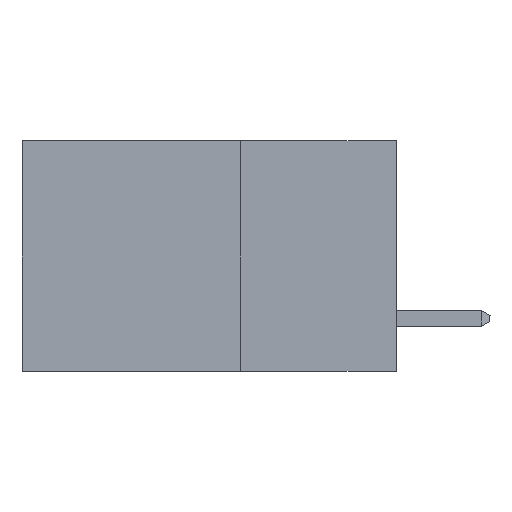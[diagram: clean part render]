
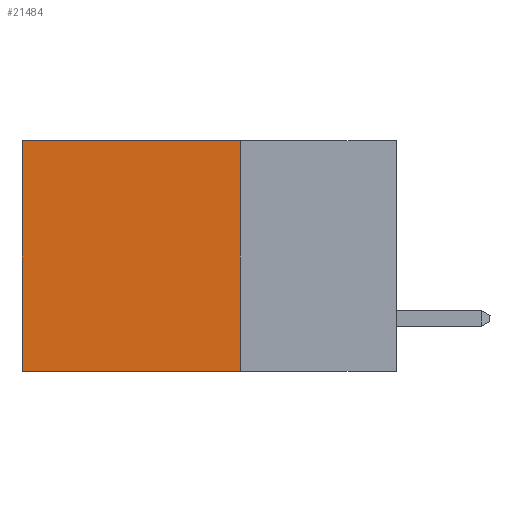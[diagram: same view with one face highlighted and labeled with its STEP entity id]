
A CAD part, left-side view. The second image highlights one B-rep face of the part: STEP entity #21484.
In plain terms, the highlighted planar face has unit normal (-1, 0, 0).
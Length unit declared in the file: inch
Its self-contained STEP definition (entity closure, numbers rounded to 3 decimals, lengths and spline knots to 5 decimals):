
#171 = DIRECTION ( 'NONE',  ( 0., 1., 0. ) ) ;
#958 = VERTEX_POINT ( 'NONE', #25447 ) ;
#1528 = ORIENTED_EDGE ( 'NONE', *, *, #20337, .T. ) ;
#1609 = CARTESIAN_POINT ( 'NONE',  ( 0.2615, 0.25, -0.37 ) ) ;
#1744 = ORIENTED_EDGE ( 'NONE', *, *, #13680, .F. ) ;
#3547 = LINE ( 'NONE', #14828, #23589 ) ;
#4750 = VERTEX_POINT ( 'NONE', #25907 ) ;
#6130 = LINE ( 'NONE', #9865, #10890 ) ;
#6366 = CARTESIAN_POINT ( 'NONE',  ( 0.2615, 0.25, 0. ) ) ;
#6554 = LINE ( 'NONE', #1609, #21872 ) ;
#7412 = CARTESIAN_POINT ( 'NONE',  ( 0.2615, 0.6, -0.37 ) ) ;
#8433 = CARTESIAN_POINT ( 'NONE',  ( 0.2615, 0.25, -0.37 ) ) ;
#9388 = LINE ( 'NONE', #6366, #14089 ) ;
#9865 = CARTESIAN_POINT ( 'NONE',  ( 0.2615, 0.25, -0.37 ) ) ;
#10465 = DIRECTION ( 'NONE',  ( 0., 0., -1. ) ) ;
#10890 = VECTOR ( 'NONE', #25654, 39.37008 ) ;
#10909 = DIRECTION ( 'NONE',  ( 0., 0., -1. ) ) ;
#11407 = FACE_OUTER_BOUND ( 'NONE', #20468, .T. ) ;
#11457 = ORIENTED_EDGE ( 'NONE', *, *, #11972, .F. ) ;
#11972 = EDGE_CURVE ( 'NONE', #958, #4750, #6554, .T. ) ;
#13680 = EDGE_CURVE ( 'NONE', #4750, #14779, #6130, .T. ) ;
#14089 = VECTOR ( 'NONE', #171, 39.37008 ) ;
#14779 = VERTEX_POINT ( 'NONE', #7412 ) ;
#14828 = CARTESIAN_POINT ( 'NONE',  ( 0.2615, 0.6, -0.37 ) ) ;
#17896 = ORIENTED_EDGE ( 'NONE', *, *, #18835, .T. ) ;
#18274 = AXIS2_PLACEMENT_3D ( 'NONE', #8433, #22352, #10465 ) ;
#18389 = PLANE ( 'NONE',  #18274 ) ;
#18835 = EDGE_CURVE ( 'NONE', #958, #24806, #9388, .T. ) ;
#20337 = EDGE_CURVE ( 'NONE', #24806, #14779, #3547, .T. ) ;
#20468 = EDGE_LOOP ( 'NONE', ( #1528, #1744, #11457, #17896 ) ) ;
#21484 = ADVANCED_FACE ( 'NONE', ( #11407 ), #18389, .F. ) ;
#21633 = DIRECTION ( 'NONE',  ( 0., 0., -1. ) ) ;
#21872 = VECTOR ( 'NONE', #21633, 39.37008 ) ;
#22352 = DIRECTION ( 'NONE',  ( 1., 0., 0. ) ) ;
#23589 = VECTOR ( 'NONE', #10909, 39.37008 ) ;
#23847 = CARTESIAN_POINT ( 'NONE',  ( 0.2615, 0.6, 0. ) ) ;
#24806 = VERTEX_POINT ( 'NONE', #23847 ) ;
#25447 = CARTESIAN_POINT ( 'NONE',  ( 0.2615, 0.25, 0. ) ) ;
#25654 = DIRECTION ( 'NONE',  ( 0., 1., 0. ) ) ;
#25907 = CARTESIAN_POINT ( 'NONE',  ( 0.2615, 0.25, -0.37 ) ) ;
